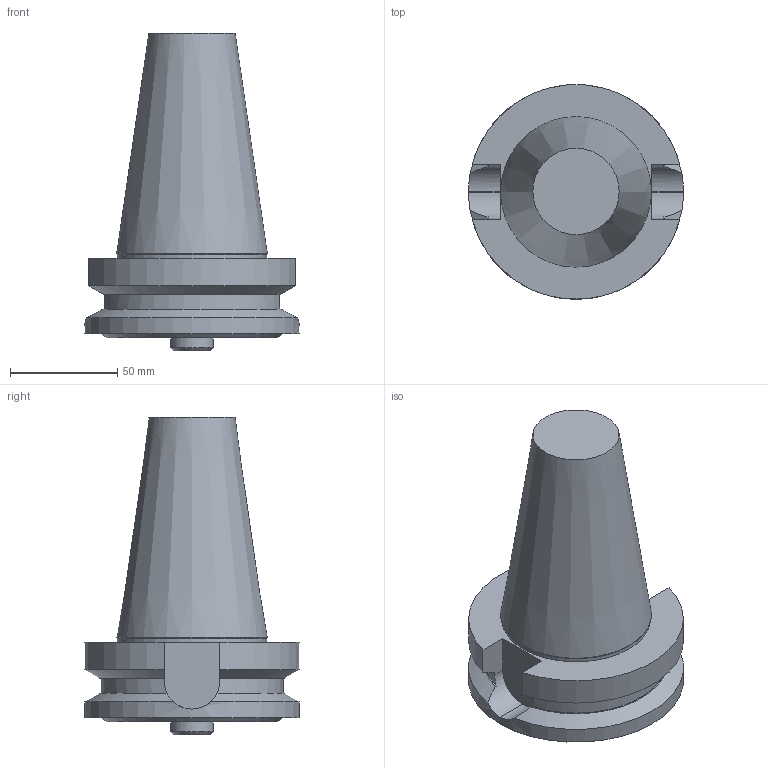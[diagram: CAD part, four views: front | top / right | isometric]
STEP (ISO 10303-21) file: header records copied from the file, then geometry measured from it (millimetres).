
FILE_DESCRIPTION(/* description */ (''),/* implementation_level */ '2;1');
FILE_NAME(/* name */ '1547706938657.stp',/* time_stamp */ '2019-01-17T07:35:52+01:00',/* author */ (''),/* organization */ ('SMS'),/* preprocessor_version */ 'ST-DEVELOPER v15',/* originating_system */ 'SIEMENS PLM Software NX 8.5',/* authorisation */ '');
FILE_SCHEMA (('AUTOMOTIVE_DESIGN { 1 0 10303 214 3 1 1 1 }'));
Length unit declared in the file: millimetre
Products named in the file (1): 202078453mod000_00
Bounding box: 99.97 x 99.97 x 147.8 mm (x, y, z)
Volume: 506052.1 mm3; surface area: 45826.3 mm2
Topology: 1 solids, 1 shells, 36 faces, 90 edges, 62 vertices
Faces by surface type: plane 17, cylinder 11, cone 8
Full cylindrical faces by diameter (mm): 20 x1, 69.4 x1, 99.973 x1
Entity records: 1121 total; most frequent: CARTESIAN_POINT 231, DIRECTION 176, ORIENTED_EDGE 164, EDGE_CURVE 82, AXIS2_PLACEMENT_3D 70, VERTEX_POINT 58, EDGE_LOOP 46, LINE 36
